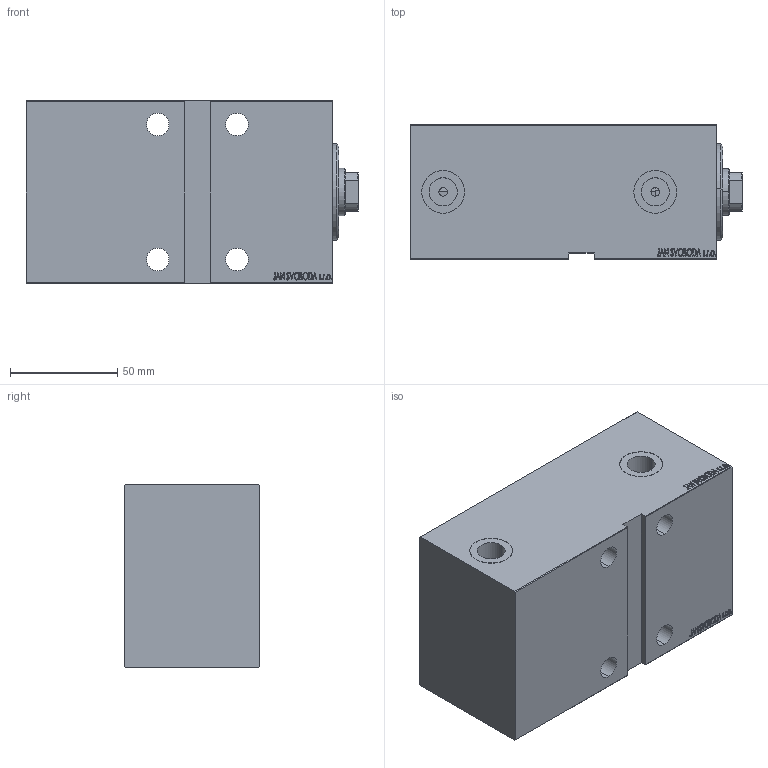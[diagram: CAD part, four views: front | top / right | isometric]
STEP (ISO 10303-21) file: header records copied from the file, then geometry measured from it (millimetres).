
FILE_DESCRIPTION (( 'STEP AP203' ), '1' );
FILE_NAME ('4730.STEP', '2022-04-17T01:56:50', ( '' ), ( '' ), 'SwSTEP 2.0', 'SolidWorks 2019', '' );
FILE_SCHEMA (( 'CONFIG_CONTROL_DESIGN' ));
Length unit declared in the file: millimetre
Products named in the file (4): V450CM_VC_G 72ab57bff8c2c57397e70c83749d7eea; V450CM_G_Body 72ab57bff8c2c57397e70c83749d7eea; V450CM_G_VCP 72ab57bff8c2c57397e70c83749d7eea; 4730
Assembly tree (3 placements, depth 2):
  4730
    V450CM_G_Body 72ab57bff8c2c57397e70c83749d7eea
    V450CM_G_VCP 72ab57bff8c2c57397e70c83749d7eea
    V450CM_VC_G 72ab57bff8c2c57397e70c83749d7eea
Bounding box: 155 x 63 x 85 mm (x, y, z)
Volume: 644028.9 mm3; surface area: 103799.1 mm2
Topology: 3 solids, 3 shells, 859 faces, 2213 edges, 1467 vertices
Faces by surface type: plane 411, bspline 380, cylinder 54, cone 14
Entity records: 43363 total; most frequent: CARTESIAN_POINT 24515, ORIENTED_EDGE 4422, DIRECTION 2527, EDGE_CURVE 2211, VERTEX_POINT 1467, LINE 1317, VECTOR 1317, EDGE_LOOP 982
